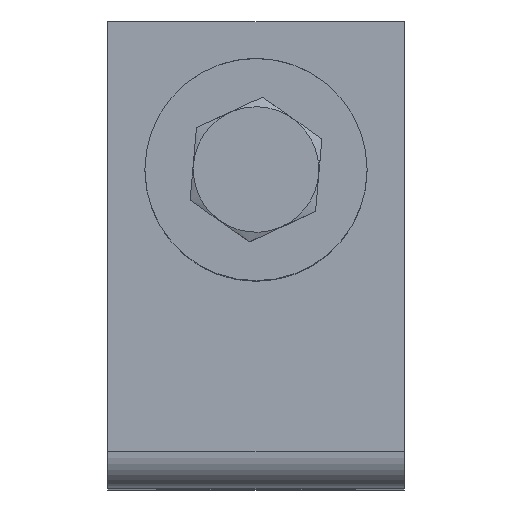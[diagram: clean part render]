
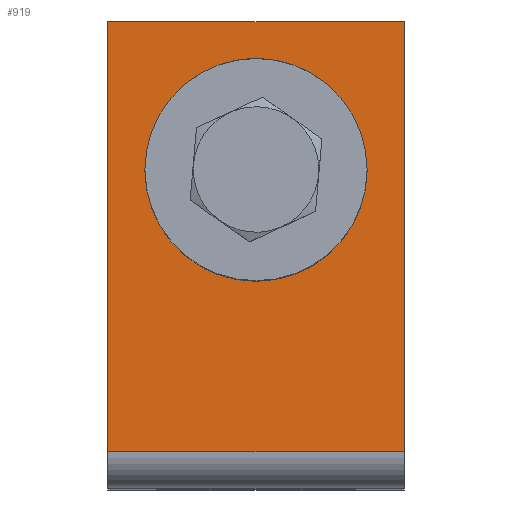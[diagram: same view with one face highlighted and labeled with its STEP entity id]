
A CAD part, top view. The second image highlights one B-rep face of the part: STEP entity #919.
In plain terms, the highlighted planar face has unit normal (0, 0, 1).
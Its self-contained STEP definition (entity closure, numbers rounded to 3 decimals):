
#62 = CARTESIAN_POINT ( 'NONE',  ( 20., 43., 0. ) ) ;
#123 = LINE ( 'NONE', #174, #1273 ) ;
#174 = CARTESIAN_POINT ( 'NONE',  ( 40., 63., 0. ) ) ;
#215 = ORIENTED_EDGE ( 'NONE', *, *, #2222, .F. ) ;
#273 = VERTEX_POINT ( 'NONE', #2449 ) ;
#311 = DIRECTION ( 'NONE',  ( 0., -1., 0. ) ) ;
#409 = CARTESIAN_POINT ( 'NONE',  ( 40., 5., 0. ) ) ;
#413 = CARTESIAN_POINT ( 'NONE',  ( 40., 63., 0. ) ) ;
#752 = CIRCLE ( 'NONE', #2195, 5.25 ) ;
#769 = VERTEX_POINT ( 'NONE', #3123 ) ;
#825 = CARTESIAN_POINT ( 'NONE',  ( 0., 5., 0. ) ) ;
#830 = PLANE ( 'NONE',  #972 ) ;
#919 = ADVANCED_FACE ( 'NONE', ( #2442, #1073 ), #830, .T. ) ;
#972 = AXIS2_PLACEMENT_3D ( 'NONE', #2102, #3132, #1349 ) ;
#1056 = DIRECTION ( 'NONE',  ( 0., 0., -1. ) ) ;
#1073 = FACE_OUTER_BOUND ( 'NONE', #1483, .T. ) ;
#1082 = EDGE_CURVE ( 'NONE', #3096, #1181, #2644, .T. ) ;
#1103 = DIRECTION ( 'NONE',  ( 0., 1., 0. ) ) ;
#1181 = VERTEX_POINT ( 'NONE', #409 ) ;
#1200 = LINE ( 'NONE', #3002, #1792 ) ;
#1220 = ORIENTED_EDGE ( 'NONE', *, *, #1285, .F. ) ;
#1273 = VECTOR ( 'NONE', #3212, 1000. ) ;
#1285 = EDGE_CURVE ( 'NONE', #3096, #273, #1200, .T. ) ;
#1349 = DIRECTION ( 'NONE',  ( 0., -1., 0. ) ) ;
#1407 = ORIENTED_EDGE ( 'NONE', *, *, #1082, .T. ) ;
#1483 = EDGE_LOOP ( 'NONE', ( #1220, #1407, #215, #2402 ) ) ;
#1612 = LINE ( 'NONE', #2630, #2666 ) ;
#1792 = VECTOR ( 'NONE', #3022, 1000. ) ;
#2102 = CARTESIAN_POINT ( 'NONE',  ( 0., 0., 0. ) ) ;
#2195 = AXIS2_PLACEMENT_3D ( 'NONE', #62, #1056, #1103 ) ;
#2222 = EDGE_CURVE ( 'NONE', #3263, #1181, #1612, .T. ) ;
#2402 = ORIENTED_EDGE ( 'NONE', *, *, #3148, .F. ) ;
#2438 = EDGE_LOOP ( 'NONE', ( #3245 ) ) ;
#2442 = FACE_BOUND ( 'NONE', #2438, .T. ) ;
#2449 = CARTESIAN_POINT ( 'NONE',  ( 0., 63., 0. ) ) ;
#2630 = CARTESIAN_POINT ( 'NONE',  ( 40., 3., 0. ) ) ;
#2644 = LINE ( 'NONE', #825, #3077 ) ;
#2666 = VECTOR ( 'NONE', #311, 1000. ) ;
#2775 = EDGE_CURVE ( 'NONE', #769, #769, #752, .T. ) ;
#3002 = CARTESIAN_POINT ( 'NONE',  ( 0., 63., 0. ) ) ;
#3022 = DIRECTION ( 'NONE',  ( 0., 1., 0. ) ) ;
#3077 = VECTOR ( 'NONE', #3193, 1000. ) ;
#3096 = VERTEX_POINT ( 'NONE', #3239 ) ;
#3123 = CARTESIAN_POINT ( 'NONE',  ( 20., 48.25, 0. ) ) ;
#3132 = DIRECTION ( 'NONE',  ( 0., 0., 1. ) ) ;
#3148 = EDGE_CURVE ( 'NONE', #273, #3263, #123, .T. ) ;
#3193 = DIRECTION ( 'NONE',  ( 1., 0., 0. ) ) ;
#3212 = DIRECTION ( 'NONE',  ( 1., 0., 0. ) ) ;
#3239 = CARTESIAN_POINT ( 'NONE',  ( 0., 5., 0. ) ) ;
#3245 = ORIENTED_EDGE ( 'NONE', *, *, #2775, .T. ) ;
#3263 = VERTEX_POINT ( 'NONE', #413 ) ;
